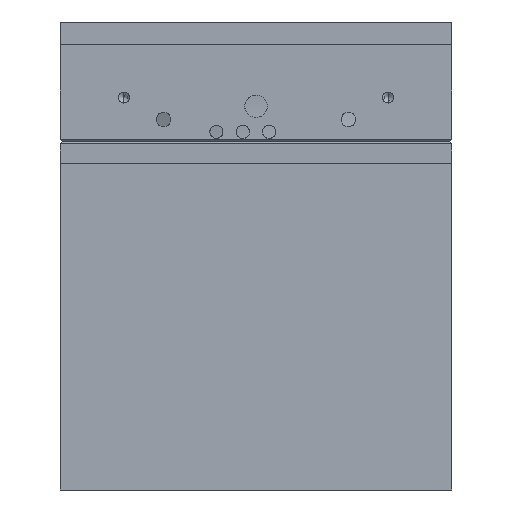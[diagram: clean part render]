
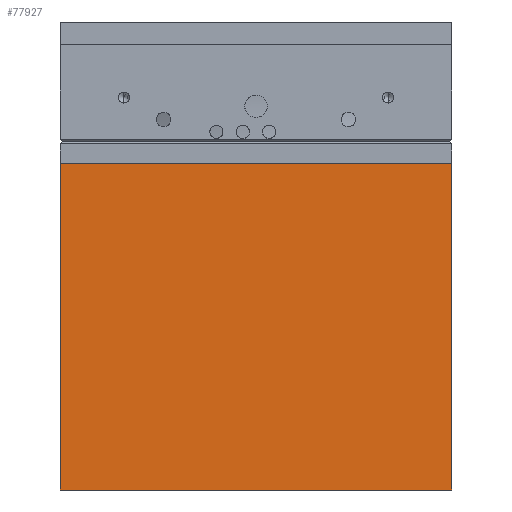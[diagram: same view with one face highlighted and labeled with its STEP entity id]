
A CAD part, left-side view. The second image highlights one B-rep face of the part: STEP entity #77927.
In plain terms, the highlighted planar face has unit normal (-1, 0, 0).
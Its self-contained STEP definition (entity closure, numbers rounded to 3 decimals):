
#321 = VECTOR ( 'NONE', #53291, 1000. ) ;
#4001 = VERTEX_POINT ( 'NONE', #7849 ) ;
#4446 = LINE ( 'NONE', #18229, #69875 ) ;
#6890 = CARTESIAN_POINT ( 'NONE',  ( -46.628, -12.75, -53.263 ) ) ;
#7849 = CARTESIAN_POINT ( 'NONE',  ( -46.628, -12.75, -53.263 ) ) ;
#8790 = EDGE_CURVE ( 'NONE', #4001, #81388, #78767, .T. ) ;
#12456 = CARTESIAN_POINT ( 'NONE',  ( -46.628, 76.25, 20.937 ) ) ;
#15137 = EDGE_CURVE ( 'NONE', #4001, #65656, #94474, .T. ) ;
#17532 = CARTESIAN_POINT ( 'NONE',  ( -46.628, -12.75, -53.263 ) ) ;
#18229 = CARTESIAN_POINT ( 'NONE',  ( -46.628, 76.25, -53.263 ) ) ;
#18726 = ORIENTED_EDGE ( 'NONE', *, *, #8790, .F. ) ;
#33457 = EDGE_CURVE ( 'NONE', #65656, #35309, #61136, .T. ) ;
#35309 = VERTEX_POINT ( 'NONE', #12456 ) ;
#37173 = DIRECTION ( 'NONE',  ( 1., 0., 0. ) ) ;
#39814 = VECTOR ( 'NONE', #83293, 1000. ) ;
#47766 = DIRECTION ( 'NONE',  ( 0., 0., 1. ) ) ;
#53291 = DIRECTION ( 'NONE',  ( 0., 1., 0. ) ) ;
#56052 = DIRECTION ( 'NONE',  ( 0., 0., 1. ) ) ;
#57559 = EDGE_LOOP ( 'NONE', ( #86380, #92525, #18726, #89247 ) ) ;
#59637 = CARTESIAN_POINT ( 'NONE',  ( -46.628, -12.75, 20.937 ) ) ;
#61136 = LINE ( 'NONE', #59637, #39814 ) ;
#65656 = VERTEX_POINT ( 'NONE', #91364 ) ;
#69875 = VECTOR ( 'NONE', #56052, 1000. ) ;
#70758 = VECTOR ( 'NONE', #47766, 1000. ) ;
#74363 = PLANE ( 'NONE',  #81255 ) ;
#75894 = CARTESIAN_POINT ( 'NONE',  ( -46.628, -12.75, -53.263 ) ) ;
#77927 = ADVANCED_FACE ( 'NONE', ( #79013 ), #74363, .F. ) ;
#78767 = LINE ( 'NONE', #75894, #321 ) ;
#79013 = FACE_OUTER_BOUND ( 'NONE', #57559, .T. ) ;
#81255 = AXIS2_PLACEMENT_3D ( 'NONE', #6890, #37173, #89661 ) ;
#81388 = VERTEX_POINT ( 'NONE', #84051 ) ;
#83293 = DIRECTION ( 'NONE',  ( 0., 1., 0. ) ) ;
#84051 = CARTESIAN_POINT ( 'NONE',  ( -46.628, 76.25, -53.263 ) ) ;
#86380 = ORIENTED_EDGE ( 'NONE', *, *, #33457, .T. ) ;
#89247 = ORIENTED_EDGE ( 'NONE', *, *, #15137, .T. ) ;
#89661 = DIRECTION ( 'NONE',  ( 0., -1., 0. ) ) ;
#91364 = CARTESIAN_POINT ( 'NONE',  ( -46.628, -12.75, 20.937 ) ) ;
#92525 = ORIENTED_EDGE ( 'NONE', *, *, #94389, .F. ) ;
#94389 = EDGE_CURVE ( 'NONE', #81388, #35309, #4446, .T. ) ;
#94474 = LINE ( 'NONE', #17532, #70758 ) ;
